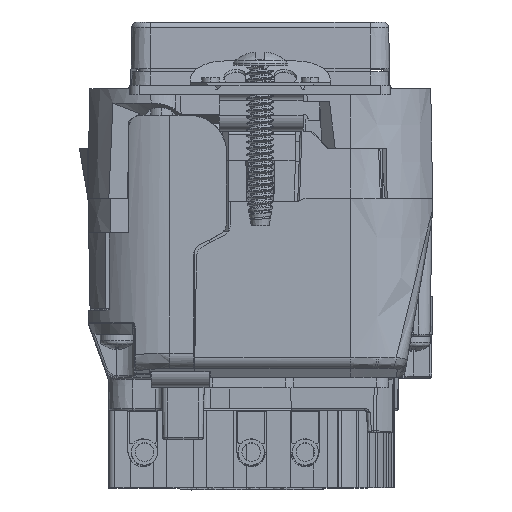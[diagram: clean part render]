
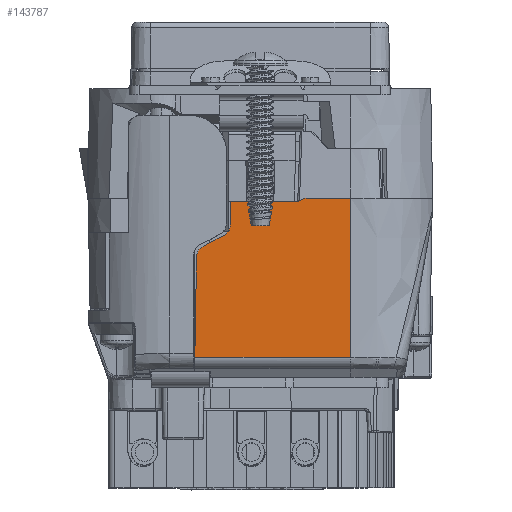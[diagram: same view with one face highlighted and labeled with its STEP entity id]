
A CAD part, top view. The second image highlights one B-rep face of the part: STEP entity #143787.
In plain terms, the highlighted planar face has unit normal (0, -0.018, 1).
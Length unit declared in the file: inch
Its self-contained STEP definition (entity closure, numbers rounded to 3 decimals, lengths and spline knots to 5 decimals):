
#208 = LINE ( 'NONE', #11436, #148774 ) ;
#971 = VERTEX_POINT ( 'NONE', #204601 ) ;
#2513 = CARTESIAN_POINT ( 'NONE',  ( 1.57117, 2.00158, 4.5593 ) ) ;
#3636 = CARTESIAN_POINT ( 'NONE',  ( 0.78852, 1.2021, 4.54535 ) ) ;
#7823 = CARTESIAN_POINT ( 'NONE',  ( 1.57117, 1.2021, 4.54535 ) ) ;
#11436 = CARTESIAN_POINT ( 'NONE',  ( 1.57117, 2.00158, 4.5593 ) ) ;
#12548 = ORIENTED_EDGE ( 'NONE', *, *, #130164, .T. ) ;
#12816 = CARTESIAN_POINT ( 'NONE',  ( 1.31071, 1.98658, 4.55904 ) ) ;
#19033 = DIRECTION ( 'NONE',  ( -1., 0., 0. ) ) ;
#20177 = DIRECTION ( 'NONE',  ( 0., -0.017, 1. ) ) ;
#22371 = EDGE_CURVE ( 'NONE', #184273, #146551, #179064, .T. ) ;
#25439 = CARTESIAN_POINT ( 'NONE',  ( 0.83321, 1.76014, 4.55509 ) ) ;
#26315 = CARTESIAN_POINT ( 'NONE',  ( 0.79774, 1.73037, 4.55457 ) ) ;
#27155 = ORIENTED_EDGE ( 'NONE', *, *, #111437, .F. ) ;
#27579 = CARTESIAN_POINT ( 'NONE',  ( 1.311, 1.98843, 4.55907 ) ) ;
#27599 = VECTOR ( 'NONE', #99906, 39.37008 ) ;
#28289 = CARTESIAN_POINT ( 'NONE',  ( 0.94129, 1.81908, 4.55612 ) ) ;
#29155 = CARTESIAN_POINT ( 'NONE',  ( 0.87088, 1.77667, 4.55538 ) ) ;
#29526 = VERTEX_POINT ( 'NONE', #3636 ) ;
#29974 = CARTESIAN_POINT ( 'NONE',  ( 1.57017, 1.2021, 4.54535 ) ) ;
#32571 = CARTESIAN_POINT ( 'NONE',  ( 1.57051, 1.2021, 4.54535 ) ) ;
#39155 = LINE ( 'NONE', #57169, #184685 ) ;
#48186 = LINE ( 'NONE', #114456, #73592 ) ;
#49835 = ORIENTED_EDGE ( 'NONE', *, *, #217606, .T. ) ;
#50221 = CARTESIAN_POINT ( 'NONE',  ( 1.57018, 1.2021, 4.54535 ) ) ;
#51232 = CARTESIAN_POINT ( 'NONE',  ( 0.83321, 1.76014, 4.55509 ) ) ;
#52478 = LINE ( 'NONE', #7823, #223049 ) ;
#52700 = ORIENTED_EDGE ( 'NONE', *, *, #22371, .T. ) ;
#55502 = VERTEX_POINT ( 'NONE', #51232 ) ;
#57169 = CARTESIAN_POINT ( 'NONE',  ( 1.57117, 2.00158, 4.5593 ) ) ;
#60893 = CARTESIAN_POINT ( 'NONE',  ( 0.96817, 2.00158, 4.5593 ) ) ;
#70327 = EDGE_CURVE ( 'NONE', #255745, #152213, #86973, .T. ) ;
#73592 = VECTOR ( 'NONE', #96671, 39.37008 ) ;
#75201 =( BOUNDED_CURVE ( )  B_SPLINE_CURVE ( 3, ( #25439, #108533, #26315, #128904 ),
 .UNSPECIFIED., .F., .T. ) 
 B_SPLINE_CURVE_WITH_KNOTS ( ( 4, 4 ),
 ( 0.41348, 1.55334 ),
 .UNSPECIFIED. ) 
 CURVE ( )  GEOMETRIC_REPRESENTATION_ITEM ( )  RATIONAL_B_SPLINE_CURVE ( ( 1., 0.895, 0.895, 1. ) ) 
 REPRESENTATION_ITEM ( '' )  );
#75306 = LINE ( 'NONE', #215160, #189107 ) ;
#78382 = CARTESIAN_POINT ( 'NONE',  ( 1.35302, 2.00372, 4.55934 ) ) ;
#80268 = CARTESIAN_POINT ( 'NONE',  ( 0.96817, 1.84855, 4.55663 ) ) ;
#81523 = EDGE_LOOP ( 'NONE', ( #12548, #216379, #123600, #95553, #49835, #237275, #52700, #243977, #248399, #260738, #27155, #250007 ) ) ;
#81959 = EDGE_CURVE ( 'NONE', #91170, #82382, #39155, .T. ) ;
#82382 = VERTEX_POINT ( 'NONE', #162557 ) ;
#83751 = DIRECTION ( 'NONE',  ( 0., -1., -0.017 ) ) ;
#86973 =( BOUNDED_CURVE ( )  B_SPLINE_CURVE ( 3, ( #262082, #80268, #163307, #225060 ),
 .UNSPECIFIED., .F., .F. ) 
 B_SPLINE_CURVE_WITH_KNOTS ( ( 4, 4 ),
 ( 1.5708, 2.55667 ),
 .UNSPECIFIED. ) 
 CURVE ( )  GEOMETRIC_REPRESENTATION_ITEM ( )  RATIONAL_B_SPLINE_CURVE ( ( 1., 0.921, 0.921, 1. ) ) 
 REPRESENTATION_ITEM ( '' )  );
#91170 = VERTEX_POINT ( 'NONE', #176515 ) ;
#93521 = CARTESIAN_POINT ( 'NONE',  ( 1.57084, 1.2021, 4.54535 ) ) ;
#95553 = ORIENTED_EDGE ( 'NONE', *, *, #81959, .T. ) ;
#96671 = DIRECTION ( 'NONE',  ( -0.017, -1., -0.017 ) ) ;
#99906 = DIRECTION ( 'NONE',  ( 0., -1., -0.017 ) ) ;
#108533 = CARTESIAN_POINT ( 'NONE',  ( 0.81111, 1.75045, 4.55492 ) ) ;
#111437 = EDGE_CURVE ( 'NONE', #55502, #152213, #228645, .T. ) ;
#113932 = CARTESIAN_POINT ( 'NONE',  ( 1.57017, 1.2021, 4.54535 ) ) ;
#114456 = CARTESIAN_POINT ( 'NONE',  ( 0.78759, 1.14884, 4.54442 ) ) ;
#114833 = CARTESIAN_POINT ( 'NONE',  ( 1.311, 1.98843, 4.55907 ) ) ;
#117935 = CARTESIAN_POINT ( 'NONE',  ( 0.94129, 1.81908, 4.55612 ) ) ;
#121027 = PLANE ( 'NONE',  #121179 ) ;
#121179 = AXIS2_PLACEMENT_3D ( 'NONE', #2513, #20177, #83751 ) ;
#123600 = ORIENTED_EDGE ( 'NONE', *, *, #217879, .T. ) ;
#124383 = VERTEX_POINT ( 'NONE', #149608 ) ;
#128904 = CARTESIAN_POINT ( 'NONE',  ( 0.79732, 1.70625, 4.55415 ) ) ;
#130128 = CARTESIAN_POINT ( 'NONE',  ( 1.57017, 1.2021, 4.54535 ) ) ;
#130164 = EDGE_CURVE ( 'NONE', #124383, #29526, #48186, .T. ) ;
#131697 = CARTESIAN_POINT ( 'NONE',  ( 1.57019, 1.2021, 4.54535 ) ) ;
#134909 = VERTEX_POINT ( 'NONE', #228007 ) ;
#143787 = ADVANCED_FACE ( 'NONE', ( #174312 ), #121027, .T. ) ;
#146551 = VERTEX_POINT ( 'NONE', #12816 ) ;
#148774 = VECTOR ( 'NONE', #155392, 39.37008 ) ;
#149198 = DIRECTION ( 'NONE',  ( 1., 0., 0. ) ) ;
#149608 = CARTESIAN_POINT ( 'NONE',  ( 0.79732, 1.70625, 4.55415 ) ) ;
#151909 = CARTESIAN_POINT ( 'NONE',  ( 0.90699, 1.79637, 4.55572 ) ) ;
#152213 = VERTEX_POINT ( 'NONE', #117935 ) ;
#154555 = CARTESIAN_POINT ( 'NONE',  ( 1.31077, 1.987, 4.55905 ) ) ;
#155392 = DIRECTION ( 'NONE',  ( -1., 0., 0. ) ) ;
#158017 = B_SPLINE_CURVE_WITH_KNOTS ( 'NONE', 3,
 ( #113932, #29974, #50221, #131697, #32571, #93521, #210935 ),
 .UNSPECIFIED., .F., .F.,
 ( 4, 3, 4 ),
 ( 0., 0., 0.00003 ),
 .UNSPECIFIED. ) ;
#160572 = DIRECTION ( 'NONE',  ( -0.94, -0.342, -0.006 ) ) ;
#162557 = CARTESIAN_POINT ( 'NONE',  ( 1.57117, 2.00158, 4.5593 ) ) ;
#163307 = CARTESIAN_POINT ( 'NONE',  ( 0.95844, 1.83043, 4.55632 ) ) ;
#174312 = FACE_OUTER_BOUND ( 'NONE', #81523, .T. ) ;
#174490 = EDGE_CURVE ( 'NONE', #55502, #124383, #75201, .T. ) ;
#176515 = CARTESIAN_POINT ( 'NONE',  ( 1.57117, 1.2021, 4.54535 ) ) ;
#176537 = CARTESIAN_POINT ( 'NONE',  ( 1.31093, 1.98803, 4.55907 ) ) ;
#179064 = B_SPLINE_CURVE_WITH_KNOTS ( 'NONE', 3,
 ( #114833, #176537, #154555, #253276 ),
 .UNSPECIFIED., .F., .F.,
 ( 4, 4 ),
 ( 0., 1. ),
 .UNSPECIFIED. ) ;
#184273 = VERTEX_POINT ( 'NONE', #27579 ) ;
#184685 = VECTOR ( 'NONE', #221451, 39.37008 ) ;
#189107 = VECTOR ( 'NONE', #19033, 39.37008 ) ;
#192262 = EDGE_CURVE ( 'NONE', #134909, #255745, #233025, .T. ) ;
#195569 = VECTOR ( 'NONE', #160572, 39.37008 ) ;
#204601 = CARTESIAN_POINT ( 'NONE',  ( 1.34713, 2.00158, 4.5593 ) ) ;
#210935 = CARTESIAN_POINT ( 'NONE',  ( 1.57117, 1.2021, 4.54535 ) ) ;
#211854 = CARTESIAN_POINT ( 'NONE',  ( 0.83321, 1.76014, 4.55509 ) ) ;
#215160 = CARTESIAN_POINT ( 'NONE',  ( 1.57117, 1.98658, 4.55904 ) ) ;
#216379 = ORIENTED_EDGE ( 'NONE', *, *, #220181, .T. ) ;
#217606 = EDGE_CURVE ( 'NONE', #82382, #971, #208, .T. ) ;
#217879 = EDGE_CURVE ( 'NONE', #245926, #91170, #158017, .T. ) ;
#218150 = EDGE_CURVE ( 'NONE', #971, #184273, #223937, .T. ) ;
#220181 = EDGE_CURVE ( 'NONE', #29526, #245926, #52478, .T. ) ;
#221451 = DIRECTION ( 'NONE',  ( 0., 1., 0.017 ) ) ;
#223049 = VECTOR ( 'NONE', #149198, 39.37008 ) ;
#223937 = LINE ( 'NONE', #78382, #195569 ) ;
#225060 = CARTESIAN_POINT ( 'NONE',  ( 0.94129, 1.81908, 4.55612 ) ) ;
#228007 = CARTESIAN_POINT ( 'NONE',  ( 0.96817, 1.98658, 4.55904 ) ) ;
#228645 =( BOUNDED_CURVE ( )  B_SPLINE_CURVE ( 3, ( #211854, #29155, #151909, #28289 ),
 .UNSPECIFIED., .F., .T. ) 
 B_SPLINE_CURVE_WITH_KNOTS ( ( 4, 4 ),
 ( 3.55508, 3.72651 ),
 .UNSPECIFIED. ) 
 CURVE ( )  GEOMETRIC_REPRESENTATION_ITEM ( )  RATIONAL_B_SPLINE_CURVE ( ( 1., 0.998, 0.998, 1. ) ) 
 REPRESENTATION_ITEM ( '' )  );
#233025 = LINE ( 'NONE', #60893, #27599 ) ;
#237275 = ORIENTED_EDGE ( 'NONE', *, *, #218150, .T. ) ;
#243977 = ORIENTED_EDGE ( 'NONE', *, *, #259120, .T. ) ;
#245926 = VERTEX_POINT ( 'NONE', #130128 ) ;
#248399 = ORIENTED_EDGE ( 'NONE', *, *, #192262, .T. ) ;
#250007 = ORIENTED_EDGE ( 'NONE', *, *, #174490, .T. ) ;
#253276 = CARTESIAN_POINT ( 'NONE',  ( 1.31071, 1.98658, 4.55904 ) ) ;
#255145 = CARTESIAN_POINT ( 'NONE',  ( 0.96817, 1.86911, 4.55699 ) ) ;
#255745 = VERTEX_POINT ( 'NONE', #255145 ) ;
#259120 = EDGE_CURVE ( 'NONE', #146551, #134909, #75306, .T. ) ;
#260738 = ORIENTED_EDGE ( 'NONE', *, *, #70327, .T. ) ;
#262082 = CARTESIAN_POINT ( 'NONE',  ( 0.96817, 1.86911, 4.55699 ) ) ;
